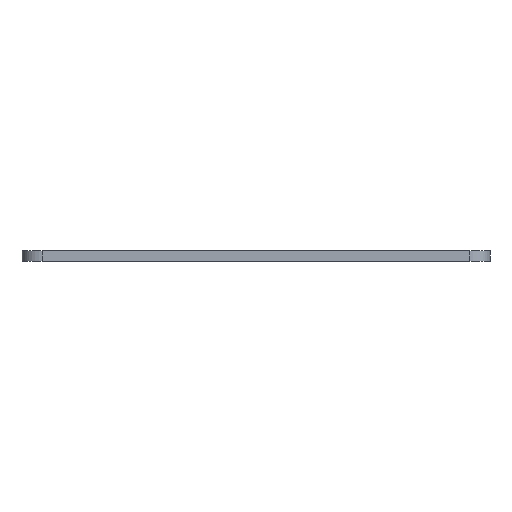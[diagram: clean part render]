
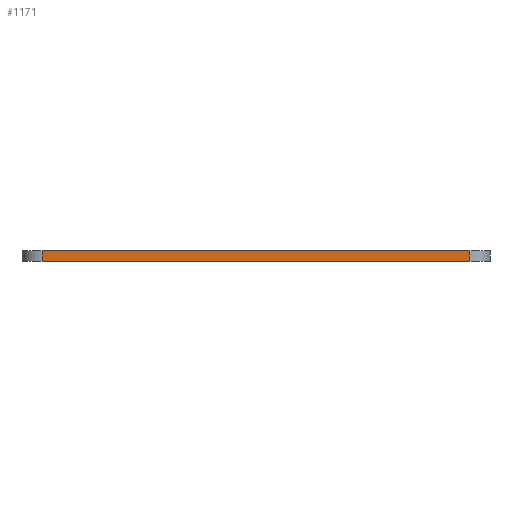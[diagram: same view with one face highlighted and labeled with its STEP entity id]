
A CAD part, front view. The second image highlights one B-rep face of the part: STEP entity #1171.
In plain terms, the highlighted planar face has unit normal (0, -1, 0).
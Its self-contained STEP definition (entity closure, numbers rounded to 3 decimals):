
#80=PLANE('',#1290);
#109=FACE_OUTER_BOUND('',#198,.T.);
#198=EDGE_LOOP('',(#889,#890,#891,#892));
#303=LINE('',#1829,#381);
#312=LINE('',#1905,#390);
#313=LINE('',#1909,#391);
#314=LINE('',#1910,#392);
#381=VECTOR('',#1451,10.);
#390=VECTOR('',#1524,10.);
#391=VECTOR('',#1529,10.);
#392=VECTOR('',#1530,10.);
#544=VERTEX_POINT('',#1826);
#545=VERTEX_POINT('',#1828);
#580=VERTEX_POINT('',#1904);
#581=VERTEX_POINT('',#1908);
#662=EDGE_CURVE('',#544,#545,#303,.T.);
#700=EDGE_CURVE('',#545,#580,#312,.T.);
#702=EDGE_CURVE('',#581,#544,#313,.T.);
#703=EDGE_CURVE('',#580,#581,#314,.T.);
#889=ORIENTED_EDGE('',*,*,#700,.F.);
#890=ORIENTED_EDGE('',*,*,#662,.F.);
#891=ORIENTED_EDGE('',*,*,#702,.F.);
#892=ORIENTED_EDGE('',*,*,#703,.F.);
#1171=ADVANCED_FACE('',(#109),#80,.T.);
#1290=AXIS2_PLACEMENT_3D('',#1907,#1527,#1528);
#1451=DIRECTION('',(1.,0.,0.));
#1524=DIRECTION('',(0.,0.,-1.));
#1527=DIRECTION('center_axis',(0.,-1.,0.));
#1528=DIRECTION('ref_axis',(1.,0.,0.));
#1529=DIRECTION('',(0.,0.,1.));
#1530=DIRECTION('',(-1.,0.,0.));
#1826=CARTESIAN_POINT('',(-64.,-70.,3.));
#1828=CARTESIAN_POINT('',(64.,-70.,3.));
#1829=CARTESIAN_POINT('',(70.,-70.,3.));
#1904=CARTESIAN_POINT('',(64.,-70.,0.));
#1905=CARTESIAN_POINT('',(64.,-70.,0.));
#1907=CARTESIAN_POINT('Origin',(-70.,-70.,0.));
#1908=CARTESIAN_POINT('',(-64.,-70.,0.));
#1909=CARTESIAN_POINT('',(-64.,-70.,0.));
#1910=CARTESIAN_POINT('',(70.,-70.,0.));
